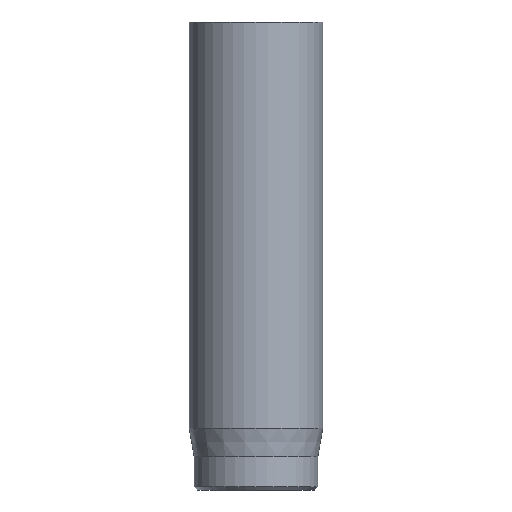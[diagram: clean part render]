
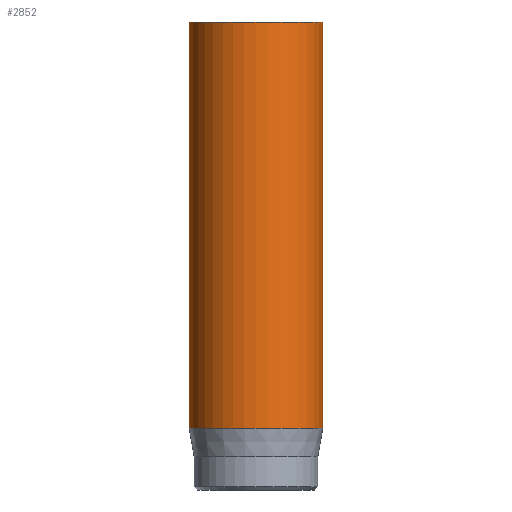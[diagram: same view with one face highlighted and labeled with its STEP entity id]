
A CAD part, front view. The second image highlights one B-rep face of the part: STEP entity #2852.
In plain terms, the highlighted cylindrical face has radius 2 mm (diameter 4 mm), a full revolution.
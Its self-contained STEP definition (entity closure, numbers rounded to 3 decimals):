
#44=CYLINDRICAL_SURFACE('',#2982,2.);
#47=CIRCLE('',#2953,2.);
#61=CIRCLE('',#2980,2.);
#62=CIRCLE('',#2981,2.);
#273=FACE_OUTER_BOUND('',#448,.T.);
#448=EDGE_LOOP('',(#2495,#2496,#2497,#2498,#2499));
#623=LINE('',#5661,#806);
#806=VECTOR('',#3285,2.);
#1280=VERTEX_POINT('',#5607);
#1294=VERTEX_POINT('',#5655);
#1295=VERTEX_POINT('',#5656);
#1680=EDGE_CURVE('',#1280,#1280,#47,.T.);
#1701=EDGE_CURVE('',#1294,#1295,#61,.T.);
#1702=EDGE_CURVE('',#1295,#1294,#62,.T.);
#1704=EDGE_CURVE('',#1280,#1294,#623,.T.);
#2495=ORIENTED_EDGE('',*,*,#1680,.T.);
#2496=ORIENTED_EDGE('',*,*,#1704,.T.);
#2497=ORIENTED_EDGE('',*,*,#1701,.T.);
#2498=ORIENTED_EDGE('',*,*,#1702,.T.);
#2499=ORIENTED_EDGE('',*,*,#1704,.F.);
#2852=ADVANCED_FACE('',(#273),#44,.T.);
#2953=AXIS2_PLACEMENT_3D('',#5608,#3217,#3218);
#2980=AXIS2_PLACEMENT_3D('',#5657,#3278,#3279);
#2981=AXIS2_PLACEMENT_3D('',#5658,#3280,#3281);
#2982=AXIS2_PLACEMENT_3D('',#5660,#3283,#3284);
#3217=DIRECTION('center_axis',(0.,0.,-1.));
#3218=DIRECTION('ref_axis',(-1.,0.,0.));
#3278=DIRECTION('center_axis',(0.,0.,1.));
#3279=DIRECTION('ref_axis',(-1.,0.,0.));
#3280=DIRECTION('center_axis',(0.,0.,1.));
#3281=DIRECTION('ref_axis',(-1.,0.,0.));
#3283=DIRECTION('center_axis',(0.,0.,1.));
#3284=DIRECTION('ref_axis',(-1.,0.,0.));
#3285=DIRECTION('',(0.,0.,-1.));
#5607=CARTESIAN_POINT('',(2.,0.,14.));
#5608=CARTESIAN_POINT('Origin',(0.,0.,14.));
#5655=CARTESIAN_POINT('',(2.,0.,1.851));
#5656=CARTESIAN_POINT('',(-2.,0.,1.851));
#5657=CARTESIAN_POINT('Origin',(0.,0.,1.851));
#5658=CARTESIAN_POINT('Origin',(0.,0.,1.851));
#5660=CARTESIAN_POINT('Origin',(0.,0.,0.));
#5661=CARTESIAN_POINT('',(2.,0.,0.));
